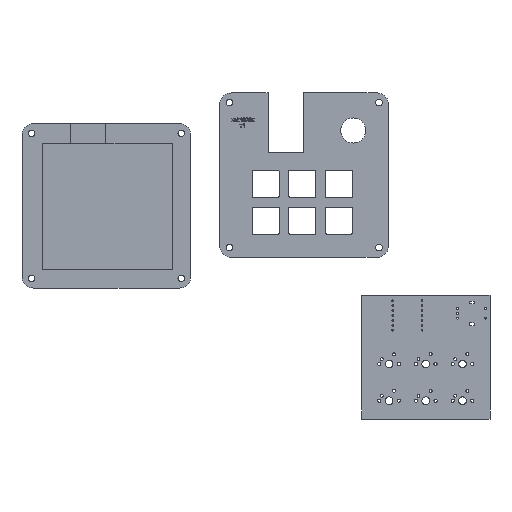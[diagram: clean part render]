
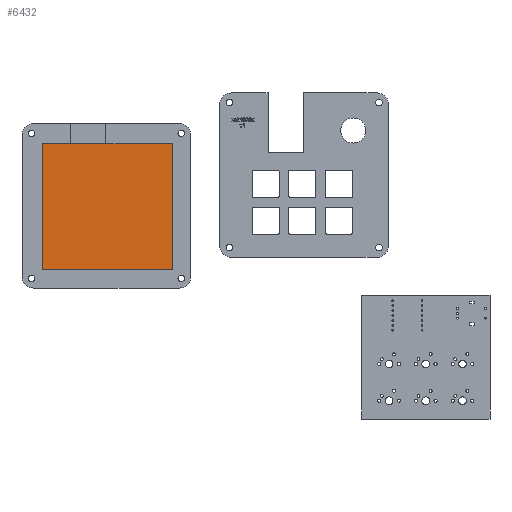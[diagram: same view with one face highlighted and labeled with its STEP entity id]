
A CAD part, top view. The second image highlights one B-rep face of the part: STEP entity #6432.
In plain terms, the highlighted planar face has unit normal (0, 0, 1).
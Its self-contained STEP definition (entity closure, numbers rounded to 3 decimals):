
#515=PLANE('',#6827);
#659=FACE_OUTER_BOUND('',#1006,.T.);
#1006=EDGE_LOOP('',(#4471,#4472,#4473,#4474));
#1513=LINE('',#8786,#2070);
#1515=LINE('',#8791,#2072);
#1516=LINE('',#8792,#2073);
#1517=LINE('',#8793,#2074);
#2070=VECTOR('',#7333,10.);
#2072=VECTOR('',#7337,10.);
#2073=VECTOR('',#7338,10.);
#2074=VECTOR('',#7339,10.);
#2822=VERTEX_POINT('',#8783);
#2823=VERTEX_POINT('',#8785);
#2824=VERTEX_POINT('',#8789);
#2825=VERTEX_POINT('',#8790);
#3477=EDGE_CURVE('',#2822,#2823,#1513,.T.);
#3479=EDGE_CURVE('',#2824,#2825,#1515,.T.);
#3480=EDGE_CURVE('',#2823,#2824,#1516,.T.);
#3481=EDGE_CURVE('',#2825,#2822,#1517,.T.);
#4471=ORIENTED_EDGE('',*,*,#3479,.F.);
#4472=ORIENTED_EDGE('',*,*,#3480,.F.);
#4473=ORIENTED_EDGE('',*,*,#3477,.F.);
#4474=ORIENTED_EDGE('',*,*,#3481,.F.);
#6432=ADVANCED_FACE('',(#659),#515,.T.);
#6827=AXIS2_PLACEMENT_3D('',#8788,#7335,#7336);
#7333=DIRECTION('',(1.,0.,0.));
#7335=DIRECTION('center_axis',(0.,0.,1.));
#7336=DIRECTION('ref_axis',(1.,0.,0.));
#7337=DIRECTION('',(-1.,0.,0.));
#7338=DIRECTION('',(0.,-1.,0.));
#7339=DIRECTION('',(0.,1.,0.));
#8783=CARTESIAN_POINT('',(-3.876,4.695,3.));
#8785=CARTESIAN_POINT('',(63.799,4.695,3.));
#8786=CARTESIAN_POINT('',(13.043,4.695,3.));
#8788=CARTESIAN_POINT('Origin',(29.961,-27.952,3.));
#8789=CARTESIAN_POINT('',(63.799,-60.599,3.));
#8790=CARTESIAN_POINT('',(-3.876,-60.599,3.));
#8791=CARTESIAN_POINT('',(46.88,-60.599,3.));
#8792=CARTESIAN_POINT('',(63.799,-11.629,3.));
#8793=CARTESIAN_POINT('',(-3.876,-44.276,3.));
